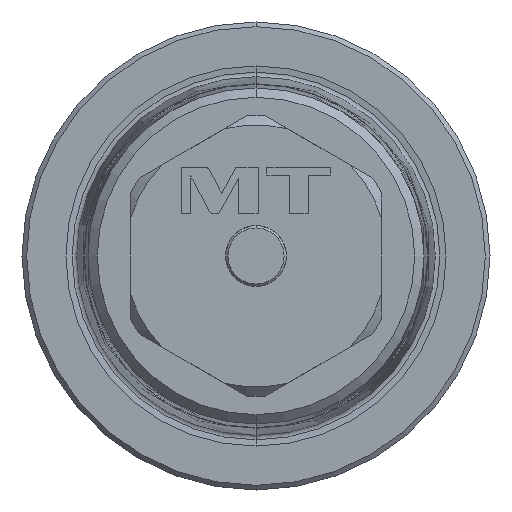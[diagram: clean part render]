
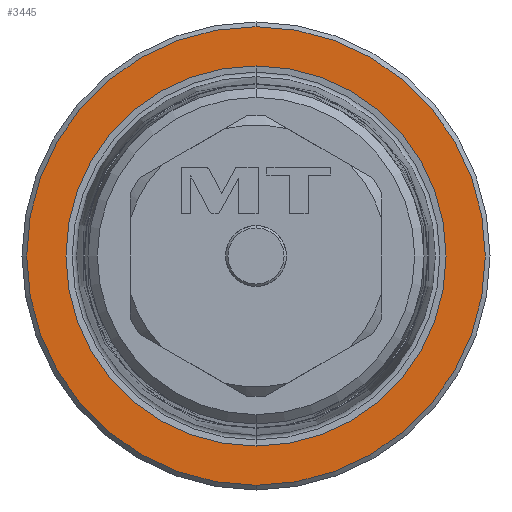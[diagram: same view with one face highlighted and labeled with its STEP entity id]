
A CAD part, front view. The second image highlights one B-rep face of the part: STEP entity #3445.
In plain terms, the highlighted planar face has unit normal (0, -1, 0).
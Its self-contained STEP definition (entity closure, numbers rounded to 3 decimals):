
#519=CARTESIAN_POINT('',(0.,0.,0.));
#520=DIRECTION('',(0.,1.,0.));
#521=DIRECTION('',(0.,0.,-1.));
#522=AXIS2_PLACEMENT_3D('',#519,#520,#521);
#524=CARTESIAN_POINT('',(0.,0.,0.));
#525=DIRECTION('',(0.,1.,0.));
#526=DIRECTION('',(0.,0.,1.));
#527=AXIS2_PLACEMENT_3D('',#524,#525,#526);
#529=CARTESIAN_POINT('',(0.,0.,0.));
#530=DIRECTION('',(0.,-1.,0.));
#531=DIRECTION('',(0.,0.,1.));
#532=AXIS2_PLACEMENT_3D('',#529,#530,#531);
#534=CARTESIAN_POINT('',(0.,0.,0.));
#535=DIRECTION('',(0.,-1.,0.));
#536=DIRECTION('',(0.,0.,-1.));
#537=AXIS2_PLACEMENT_3D('',#534,#535,#536);
#2621=CARTESIAN_POINT('',(0.,0.,-24.5));
#2622=CARTESIAN_POINT('',(0.,0.,24.5));
#2623=VERTEX_POINT('',#2621);
#2624=VERTEX_POINT('',#2622);
#2725=CARTESIAN_POINT('',(0.,0.,20.308));
#2726=CARTESIAN_POINT('',(0.,0.,-20.308));
#2727=VERTEX_POINT('',#2725);
#2728=VERTEX_POINT('',#2726);
#3430=CARTESIAN_POINT('',(0.,0.,0.));
#3431=DIRECTION('',(0.,-1.,0.));
#3432=DIRECTION('',(0.,0.,-1.));
#3433=AXIS2_PLACEMENT_3D('',#3430,#3431,#3432);
#3434=PLANE('',#3433);
#3435=ORIENTED_EDGE('',*,*,#3412,.T.);
#3436=ORIENTED_EDGE('',*,*,#3397,.T.);
#3437=EDGE_LOOP('',(#3435,#3436));
#3438=FACE_OUTER_BOUND('',#3437,.F.);
#3440=ORIENTED_EDGE('',*,*,#3439,.T.);
#3442=ORIENTED_EDGE('',*,*,#3441,.T.);
#3443=EDGE_LOOP('',(#3440,#3442));
#3444=FACE_BOUND('',#3443,.F.);
#3445=ADVANCED_FACE('',(#3438,#3444),#3434,.T.);
#523=CIRCLE('',#522,24.5);
#528=CIRCLE('',#527,24.5);
#533=CIRCLE('',#532,20.308);
#538=CIRCLE('',#537,20.308);
#3397=EDGE_CURVE('',#2624,#2623,#528,.T.);
#3412=EDGE_CURVE('',#2623,#2624,#523,.T.);
#3439=EDGE_CURVE('',#2727,#2728,#533,.T.);
#3441=EDGE_CURVE('',#2728,#2727,#538,.T.);
